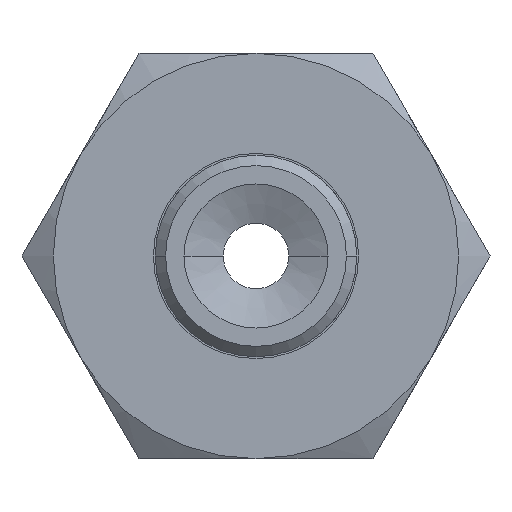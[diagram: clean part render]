
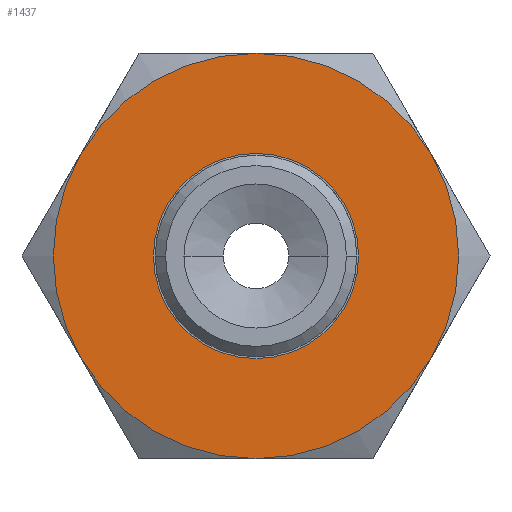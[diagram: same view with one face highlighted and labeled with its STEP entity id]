
A CAD part, left-side view. The second image highlights one B-rep face of the part: STEP entity #1437.
In plain terms, the highlighted planar face has unit normal (-1, 0, 0).
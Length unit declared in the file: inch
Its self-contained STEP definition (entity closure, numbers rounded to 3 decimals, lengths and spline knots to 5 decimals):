
#68 = EDGE_CURVE ( 'NONE', #1879, #1003, #7470, .T. ) ;
#273 = EDGE_CURVE ( 'NONE', #9666, #8224, #9667, .T. ) ;
#770 = CARTESIAN_POINT ( 'NONE',  ( -0.9445, 0.28475, 0. ) ) ;
#1003 = VERTEX_POINT ( 'NONE', #13070 ) ;
#1437 = ADVANCED_FACE ( 'NONE', ( #9038, #8084 ), #7092, .F. ) ;
#1440 = ORIENTED_EDGE ( 'NONE', *, *, #6938, .T. ) ;
#1726 = ORIENTED_EDGE ( 'NONE', *, *, #2407, .T. ) ;
#1865 = EDGE_CURVE ( 'NONE', #8224, #8431, #12188, .T. ) ;
#1879 = VERTEX_POINT ( 'NONE', #2810 ) ;
#1895 = DIRECTION ( 'NONE',  ( -1., 0., 0. ) ) ;
#2260 = CIRCLE ( 'NONE', #13118, 0.5625 ) ;
#2347 = AXIS2_PLACEMENT_3D ( 'NONE', #9980, #1895, #11965 ) ;
#2407 = EDGE_CURVE ( 'NONE', #12098, #9666, #11212, .T. ) ;
#2515 = CARTESIAN_POINT ( 'NONE',  ( -0.9445, 0., 0. ) ) ;
#2587 = EDGE_LOOP ( 'NONE', ( #7229, #10707, #9502, #1440, #1726, #3158 ) ) ;
#2810 = CARTESIAN_POINT ( 'NONE',  ( -0.9445, 0., -0.28475 ) ) ;
#3072 = VERTEX_POINT ( 'NONE', #10948 ) ;
#3158 = ORIENTED_EDGE ( 'NONE', *, *, #273, .T. ) ;
#3227 = AXIS2_PLACEMENT_3D ( 'NONE', #770, #9074, #12056 ) ;
#3329 = AXIS2_PLACEMENT_3D ( 'NONE', #8008, #9971, #5859 ) ;
#3568 = AXIS2_PLACEMENT_3D ( 'NONE', #4821, #11936, #9685 ) ;
#3616 = VERTEX_POINT ( 'NONE', #4673 ) ;
#4132 = CARTESIAN_POINT ( 'NONE',  ( -0.9445, 0., 0. ) ) ;
#4322 = DIRECTION ( 'NONE',  ( -1., 0., 0. ) ) ;
#4489 = DIRECTION ( 'NONE',  ( 0., 0., 1. ) ) ;
#4629 = DIRECTION ( 'NONE',  ( 0., 0., 1. ) ) ;
#4673 = CARTESIAN_POINT ( 'NONE',  ( -0.9445, 0., -0.5625 ) ) ;
#4821 = CARTESIAN_POINT ( 'NONE',  ( -0.9445, 0., 0. ) ) ;
#4902 = EDGE_CURVE ( 'NONE', #8431, #3072, #9914, .T. ) ;
#4990 = EDGE_CURVE ( 'NONE', #1003, #1879, #5300, .T. ) ;
#5222 = CARTESIAN_POINT ( 'NONE',  ( -0.9445, 0.48714, 0.28125 ) ) ;
#5300 = CIRCLE ( 'NONE', #3568, 0.28475 ) ;
#5381 = CARTESIAN_POINT ( 'NONE',  ( -0.9445, 0., 0. ) ) ;
#5859 = DIRECTION ( 'NONE',  ( 0., 0., 1. ) ) ;
#5936 = CIRCLE ( 'NONE', #3329, 0.5625 ) ;
#6503 = CARTESIAN_POINT ( 'NONE',  ( -0.9445, 0., 0. ) ) ;
#6660 = CARTESIAN_POINT ( 'NONE',  ( -0.9445, -0.48714, -0.28125 ) ) ;
#6810 = CARTESIAN_POINT ( 'NONE',  ( -0.9445, -0.48714, 0.28125 ) ) ;
#6938 = EDGE_CURVE ( 'NONE', #3616, #12098, #2260, .T. ) ;
#7092 = PLANE ( 'NONE',  #3227 ) ;
#7179 = DIRECTION ( 'NONE',  ( 0., 0., 1. ) ) ;
#7229 = ORIENTED_EDGE ( 'NONE', *, *, #1865, .T. ) ;
#7470 = CIRCLE ( 'NONE', #9411, 0.28475 ) ;
#7511 = EDGE_LOOP ( 'NONE', ( #10434, #7972 ) ) ;
#7972 = ORIENTED_EDGE ( 'NONE', *, *, #68, .F. ) ;
#8008 = CARTESIAN_POINT ( 'NONE',  ( -0.9445, 0., 0. ) ) ;
#8084 = FACE_OUTER_BOUND ( 'NONE', #2587, .T. ) ;
#8224 = VERTEX_POINT ( 'NONE', #8637 ) ;
#8431 = VERTEX_POINT ( 'NONE', #5222 ) ;
#8637 = CARTESIAN_POINT ( 'NONE',  ( -0.9445, 0., 0.5625 ) ) ;
#9038 = FACE_BOUND ( 'NONE', #7511, .T. ) ;
#9074 = DIRECTION ( 'NONE',  ( 1., 0., 0. ) ) ;
#9411 = AXIS2_PLACEMENT_3D ( 'NONE', #6503, #9539, #4489 ) ;
#9502 = ORIENTED_EDGE ( 'NONE', *, *, #12277, .T. ) ;
#9539 = DIRECTION ( 'NONE',  ( -1., 0., 0. ) ) ;
#9666 = VERTEX_POINT ( 'NONE', #6810 ) ;
#9667 = CIRCLE ( 'NONE', #10860, 0.5625 ) ;
#9685 = DIRECTION ( 'NONE',  ( 0., 0., 1. ) ) ;
#9914 = CIRCLE ( 'NONE', #13184, 0.5625 ) ;
#9971 = DIRECTION ( 'NONE',  ( -1., 0., 0. ) ) ;
#9980 = CARTESIAN_POINT ( 'NONE',  ( -0.9445, 0., 0. ) ) ;
#10259 = AXIS2_PLACEMENT_3D ( 'NONE', #2515, #10502, #10589 ) ;
#10434 = ORIENTED_EDGE ( 'NONE', *, *, #4990, .F. ) ;
#10502 = DIRECTION ( 'NONE',  ( -1., 0., 0. ) ) ;
#10589 = DIRECTION ( 'NONE',  ( 0., 0., 1. ) ) ;
#10698 = DIRECTION ( 'NONE',  ( -1., 0., 0. ) ) ;
#10707 = ORIENTED_EDGE ( 'NONE', *, *, #4902, .T. ) ;
#10860 = AXIS2_PLACEMENT_3D ( 'NONE', #4132, #11070, #7179 ) ;
#10948 = CARTESIAN_POINT ( 'NONE',  ( -0.9445, 0.48714, -0.28125 ) ) ;
#11070 = DIRECTION ( 'NONE',  ( -1., 0., 0. ) ) ;
#11212 = CIRCLE ( 'NONE', #10259, 0.5625 ) ;
#11422 = DIRECTION ( 'NONE',  ( 0., 0., 1. ) ) ;
#11783 = CARTESIAN_POINT ( 'NONE',  ( -0.9445, 0., 0. ) ) ;
#11936 = DIRECTION ( 'NONE',  ( -1., 0., 0. ) ) ;
#11965 = DIRECTION ( 'NONE',  ( 0., 0., 1. ) ) ;
#12056 = DIRECTION ( 'NONE',  ( 0., 0., -1. ) ) ;
#12098 = VERTEX_POINT ( 'NONE', #6660 ) ;
#12188 = CIRCLE ( 'NONE', #2347, 0.5625 ) ;
#12277 = EDGE_CURVE ( 'NONE', #3072, #3616, #5936, .T. ) ;
#13070 = CARTESIAN_POINT ( 'NONE',  ( -0.9445, 0., 0.28475 ) ) ;
#13118 = AXIS2_PLACEMENT_3D ( 'NONE', #11783, #10698, #4629 ) ;
#13184 = AXIS2_PLACEMENT_3D ( 'NONE', #5381, #4322, #11422 ) ;
